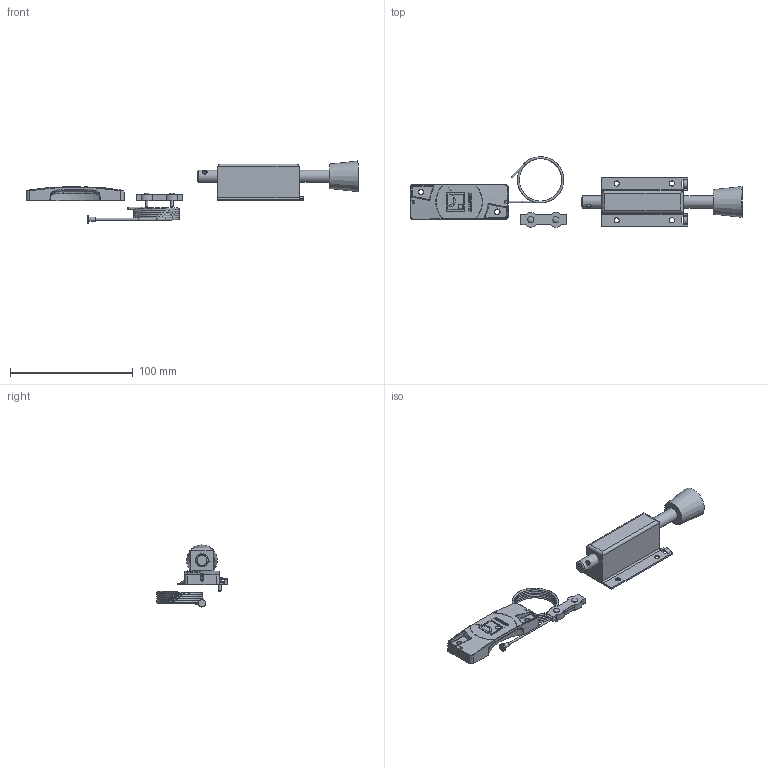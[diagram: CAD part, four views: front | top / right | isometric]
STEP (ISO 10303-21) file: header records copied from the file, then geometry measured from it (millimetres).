
FILE_DESCRIPTION(/* description */ (''),/* implementation_level */ '2;1');
FILE_NAME(/* name */ '1310BR.stp',/* time_stamp */ '2019-08-05T13:27:59+02:00',/* author */ ('Marc'),/* organization */ (''),/* preprocessor_version */ 'ST-DEVELOPER v17.2',/* originating_system */ 'Autodesk Inventor 2019',/* authorisation */ '');
FILE_SCHEMA (('AUTOMOTIVE_DESIGN { 1 0 10303 214 3 1 1 }'));
Length unit declared in the file: millimetre
Products named in the file (12): 1310BR; 1310N_BR; 1310N-5BR; 1210N-3; 24827; 1310N-4; 1310N-6; 1310N-8; 23526; 23525; 1310BR cable enroulé; 09296
Assembly tree (11 placements, depth 3):
  1310BR
    1310N_BR
      1310N-5BR
      1210N-3
      24827
      1310N-4
      1310N-6
      1310N-8
    23526
    23525
    1310BR cable enroulé
    09296
Bounding box: 270.22 x 57.25 x 50.49 mm (x, y, z)
Volume: 40803.3 mm3; surface area: 40485.2 mm2
Topology: 10 solids, 10 shells, 1229 faces, 2898 edges, 1649 vertices
Faces by surface type: cylinder 333, bspline 321, plane 292, sphere 116, torus 102, cone 65
Full cylindrical faces by diameter (mm): 1.5 x2, 1.6 x1, 2 x4, 3 x3, 3.5 x1, 3.948 x1, 4.2 x4, 5 x2, 6 x1, 9.5 x1, 10 x2, 10.5 x2, 14 x1
Entity records: 44991 total; most frequent: CARTESIAN_POINT 17856, ORIENTED_EDGE 5672, DIRECTION 5371, EDGE_CURVE 2836, AXIS2_PLACEMENT_3D 2176, VERTEX_POINT 1650, EDGE_LOOP 1284, FACE_OUTER_BOUND 1229
